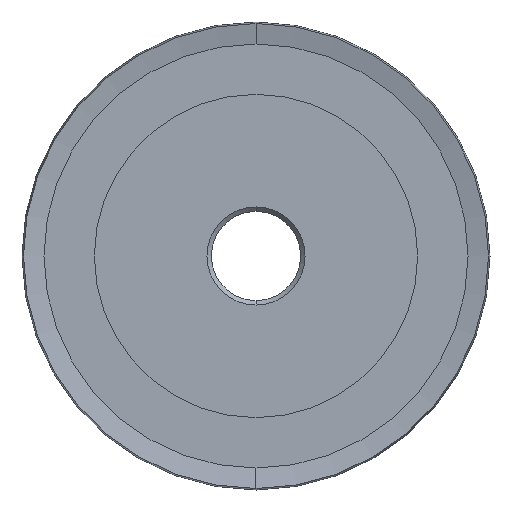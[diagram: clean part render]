
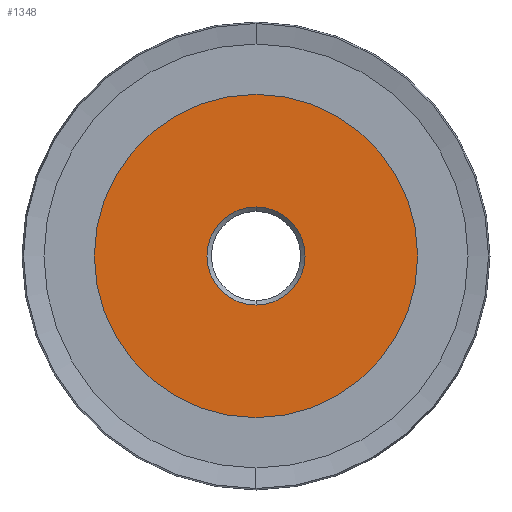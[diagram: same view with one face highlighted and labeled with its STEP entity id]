
A CAD part, left-side view. The second image highlights one B-rep face of the part: STEP entity #1348.
In plain terms, the highlighted planar face has unit normal (-1, 0, 0).
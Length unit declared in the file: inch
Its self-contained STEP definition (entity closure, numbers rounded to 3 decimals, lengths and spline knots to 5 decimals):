
#230 = EDGE_LOOP ( 'NONE', ( #4041, #6888 ) ) ;
#301 = CARTESIAN_POINT ( 'NONE',  ( 0., 0., 0. ) ) ;
#397 = ORIENTED_EDGE ( 'NONE', *, *, #4674, .T. ) ;
#511 = CIRCLE ( 'NONE', #5265, 0.275 ) ;
#563 = ORIENTED_EDGE ( 'NONE', *, *, #3954, .T. ) ;
#886 = DIRECTION ( 'NONE',  ( 0., 0., 1. ) ) ;
#1000 = FACE_BOUND ( 'NONE', #6881, .T. ) ;
#1139 = CIRCLE ( 'NONE', #4249, 0.275 ) ;
#1198 = PLANE ( 'NONE',  #4518 ) ;
#1348 = ADVANCED_FACE ( 'NONE', ( #1000, #5364 ), #1198, .T. ) ;
#1438 = CARTESIAN_POINT ( 'NONE',  ( 0., 0., 0.9065 ) ) ;
#1535 = VERTEX_POINT ( 'NONE', #1438 ) ;
#1611 = CARTESIAN_POINT ( 'NONE',  ( 0., 0., 0. ) ) ;
#1646 = EDGE_CURVE ( 'NONE', #1535, #3118, #6391, .T. ) ;
#1780 = DIRECTION ( 'NONE',  ( 0., 0., 1. ) ) ;
#2157 = DIRECTION ( 'NONE',  ( -1., 0., 0. ) ) ;
#2197 = DIRECTION ( 'NONE',  ( 0., 0., 1. ) ) ;
#2215 = VERTEX_POINT ( 'NONE', #2402 ) ;
#2402 = CARTESIAN_POINT ( 'NONE',  ( 0., 0., 0.275 ) ) ;
#2743 = AXIS2_PLACEMENT_3D ( 'NONE', #5564, #2157, #6117 ) ;
#3118 = VERTEX_POINT ( 'NONE', #6109 ) ;
#3139 = CARTESIAN_POINT ( 'NONE',  ( 0., 0., -0.275 ) ) ;
#3308 = VERTEX_POINT ( 'NONE', #3139 ) ;
#3409 = DIRECTION ( 'NONE',  ( 1., 0., 0. ) ) ;
#3954 = EDGE_CURVE ( 'NONE', #2215, #3308, #511, .T. ) ;
#4041 = ORIENTED_EDGE ( 'NONE', *, *, #4587, .T. ) ;
#4198 = CIRCLE ( 'NONE', #2743, 0.9065 ) ;
#4249 = AXIS2_PLACEMENT_3D ( 'NONE', #1611, #5600, #2197 ) ;
#4324 = DIRECTION ( 'NONE',  ( -1., 0., 0. ) ) ;
#4518 = AXIS2_PLACEMENT_3D ( 'NONE', #4633, #5194, #1780 ) ;
#4587 = EDGE_CURVE ( 'NONE', #3118, #1535, #4198, .T. ) ;
#4633 = CARTESIAN_POINT ( 'NONE',  ( 0., 0., 0. ) ) ;
#4674 = EDGE_CURVE ( 'NONE', #3308, #2215, #1139, .T. ) ;
#5123 = AXIS2_PLACEMENT_3D ( 'NONE', #301, #4324, #886 ) ;
#5194 = DIRECTION ( 'NONE',  ( -1., 0., 0. ) ) ;
#5265 = AXIS2_PLACEMENT_3D ( 'NONE', #6770, #3409, #7324 ) ;
#5364 = FACE_OUTER_BOUND ( 'NONE', #230, .T. ) ;
#5564 = CARTESIAN_POINT ( 'NONE',  ( 0., 0., 0. ) ) ;
#5600 = DIRECTION ( 'NONE',  ( 1., 0., 0. ) ) ;
#6109 = CARTESIAN_POINT ( 'NONE',  ( 0., 0., -0.9065 ) ) ;
#6117 = DIRECTION ( 'NONE',  ( 0., 0., 1. ) ) ;
#6391 = CIRCLE ( 'NONE', #5123, 0.9065 ) ;
#6770 = CARTESIAN_POINT ( 'NONE',  ( 0., 0., 0. ) ) ;
#6881 = EDGE_LOOP ( 'NONE', ( #563, #397 ) ) ;
#6888 = ORIENTED_EDGE ( 'NONE', *, *, #1646, .T. ) ;
#7324 = DIRECTION ( 'NONE',  ( 0., 0., 1. ) ) ;
